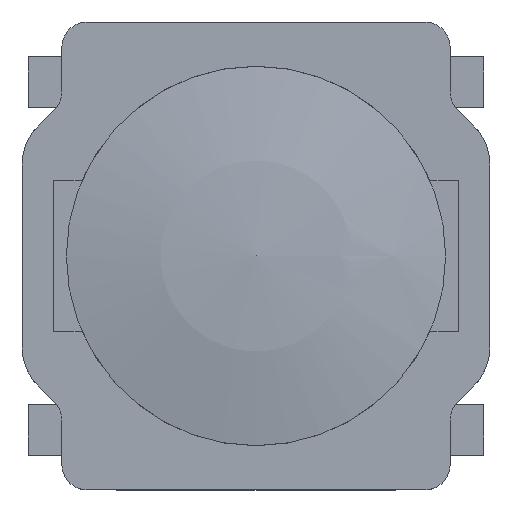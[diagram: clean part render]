
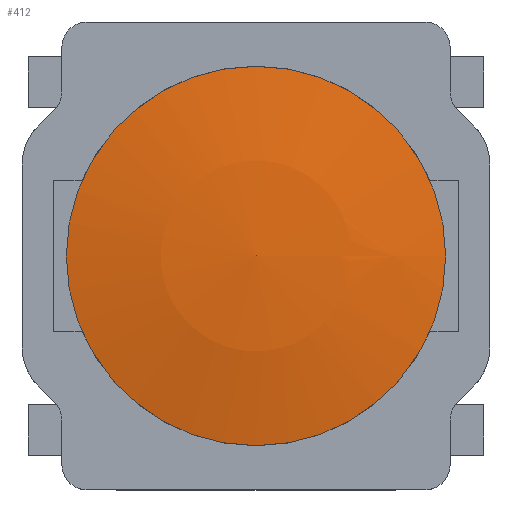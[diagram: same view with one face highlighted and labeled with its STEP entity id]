
A CAD part, top view. The second image highlights one B-rep face of the part: STEP entity #412.
In plain terms, the highlighted spherical face has radius 7.575 mm.
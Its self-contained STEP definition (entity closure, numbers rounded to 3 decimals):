
#412 = ADVANCED_FACE( '', ( #783, #784 ), #785, .T. );
#783 = FACE_BOUND( '', #1163, .T. );
#784 = FACE_OUTER_BOUND( '', #1164, .T. );
#785 = SPHERICAL_SURFACE( '', #1165, 7.575 );
#1163 = VERTEX_LOOP( '', #1928 );
#1164 = EDGE_LOOP( '', ( #1929 ) );
#1165 = AXIS2_PLACEMENT_3D( '', #1930, #1931, #1932 );
#1928 = VERTEX_POINT( '', #2572 );
#1929 = ORIENTED_EDGE( '', *, *, #2535, .F. );
#1930 = CARTESIAN_POINT( '', ( 0., 0., -7.425 ) );
#1931 = DIRECTION( '', ( 0., 0., -1. ) );
#1932 = DIRECTION( '', ( 1., 0., 0. ) );
#2535 = EDGE_CURVE( '', #3070, #3070, #3071, .T. );
#2572 = CARTESIAN_POINT( '', ( 0., 0., 0.15 ) );
#3070 = VERTEX_POINT( '', #3773 );
#3071 = CIRCLE( '', #3774, 1.5 );
#3773 = CARTESIAN_POINT( '', ( -1.5, 0., 0. ) );
#3774 = AXIS2_PLACEMENT_3D( '', #4245, #4246, #4247 );
#4245 = CARTESIAN_POINT( '', ( 0., 0., 0. ) );
#4246 = DIRECTION( '', ( 0., 0., -1. ) );
#4247 = DIRECTION( '', ( -1., 0., 0. ) );
